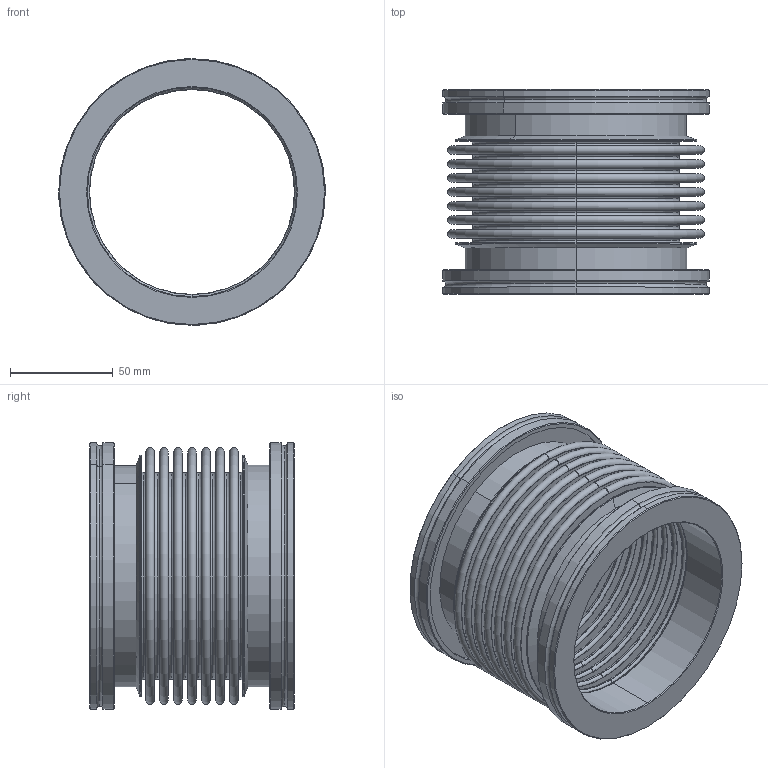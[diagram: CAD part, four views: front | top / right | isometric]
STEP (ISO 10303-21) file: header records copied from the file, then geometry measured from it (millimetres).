
FILE_DESCRIPTION (( 'STEP AP214' ), '1' );
FILE_NAME ('ISOX100-100.STEP', '2015-11-17T16:41:42', ( '' ), ( '' ), 'SwSTEP 2.0', 'SolidWorks 2015', '' );
FILE_SCHEMA (( 'AUTOMOTIVE_DESIGN' ));
Length unit declared in the file: millimetre
Products named in the file (3): ISO100-Bellow-127; HydroFormedBellow100-100; ISOX100-100
Assembly tree (3 placements, depth 2):
  ISOX100-100
    HydroFormedBellow100-100
    ISO100-Bellow-127  x2
Bounding box: 130 x 99.84 x 130 mm (x, y, z)
Volume: 151099.5 mm3; surface area: 219361.5 mm2
Topology: 3 solids, 3 shells, 194 faces, 388 edges, 236 vertices
Faces by surface type: torus 100, plane 42, cylinder 28, cone 24
Entity records: 4436 total; most frequent: DIRECTION 950, CARTESIAN_POINT 687, ORIENTED_EDGE 644, AXIS2_PLACEMENT_3D 461, EDGE_CURVE 322, CIRCLE 294, EDGE_LOOP 198, VERTEX_POINT 198
